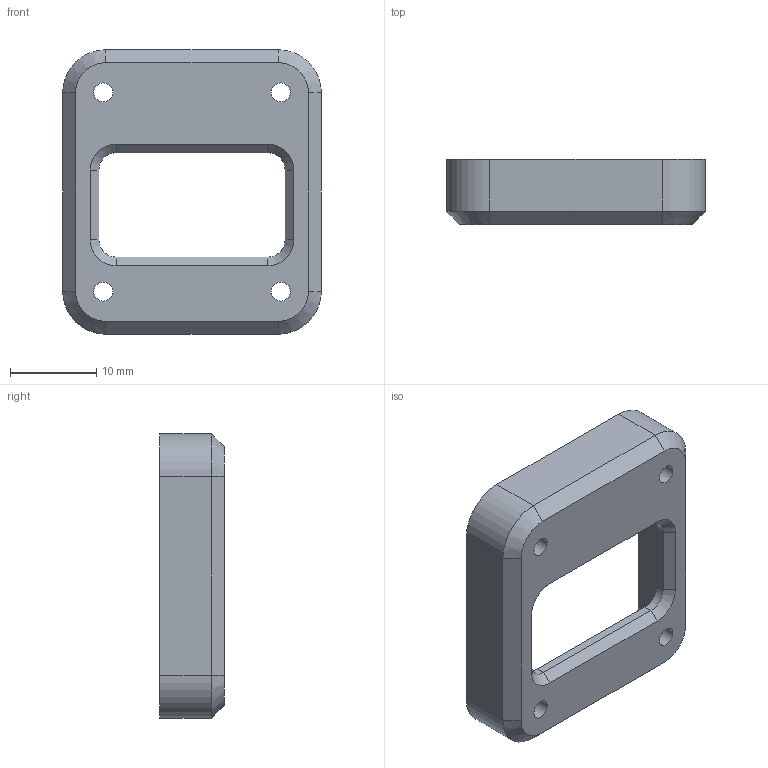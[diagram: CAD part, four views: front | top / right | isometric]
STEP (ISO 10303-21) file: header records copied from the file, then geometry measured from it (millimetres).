
FILE_DESCRIPTION(/* description */ (''),/* implementation_level */ '2;1');
FILE_NAME(/* name */ 'OBS-D-004 v8.step',/* time_stamp */ '2020-02-16T22:41:25+01:00',/* author */ (''),/* organization */ (''),/* preprocessor_version */ 'ST-DEVELOPER v18',/* originating_system */ 'Autodesk Translation Framework v8.12.0.6',/* authorisation */ '');
FILE_SCHEMA (('AUTOMOTIVE_DESIGN { 1 0 10303 214 3 1 1 }'));
Length unit declared in the file: millimetre
Products named in the file (1): OBS-D-004
Bounding box: 30 x 7.5 x 33 mm (x, y, z)
Volume: 2491.1 mm3; surface area: 2949.9 mm2
Topology: 1 solids, 1 shells, 71 faces, 188 edges, 120 vertices
Faces by surface type: plane 35, cylinder 28, cone 8
Full cylindrical faces by diameter (mm): 2.2 x4
Entity records: 2251 total; most frequent: DIRECTION 396, CARTESIAN_POINT 380, ORIENTED_EDGE 376, EDGE_CURVE 188, AXIS2_PLACEMENT_3D 136, LINE 124, VECTOR 124, VERTEX_POINT 120
